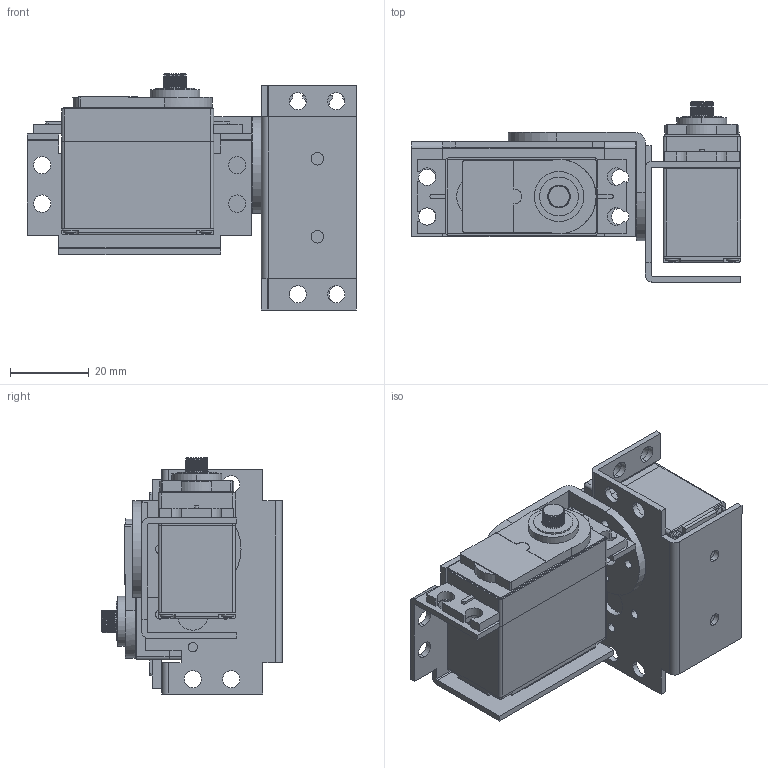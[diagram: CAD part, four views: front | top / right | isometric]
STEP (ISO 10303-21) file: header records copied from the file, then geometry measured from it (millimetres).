
FILE_DESCRIPTION (( 'STEP AP203' ), '1' );
FILE_NAME ('Link1.STEP', '2016-05-23T12:11:28', ( 'User' ), ( 'Hewlett-Packard Company' ), 'SwSTEP 2.0', 'SolidWorks 2015', '' );
FILE_SCHEMA (( 'CONFIG_CONTROL_DESIGN' ));
Length unit declared in the file: millimetre
Products named in the file (9): servo Case; servo cover; spline output; long screw_CR-BHMS 0.06-80x0.625x0.625-S; servo; asb-04; asb-06; Link1; bottom cover
Assembly tree (13 placements, depth 3):
  Link1
    servo  x2
      bottom cover
      servo Case
      servo cover
      spline output
      long screw_CR-BHMS 0.06-80x0.625x0.625-S
    asb-04  x2
    asb-06
Bounding box: 83.78 x 45.97 x 60.1 mm (x, y, z)
Volume: 30306.2 mm3; surface area: 50202.8 mm2
Topology: 19 solids, 19 shells, 2970 faces, 7872 edges, 5028 vertices
Faces by surface type: plane 1148, cylinder 1002, cone 804, sphere 16
Entity records: 32651 total; most frequent: CARTESIAN_POINT 5712, DIRECTION 5634, ORIENTED_EDGE 5340, EDGE_CURVE 2670, AXIS2_PLACEMENT_3D 2048, VERTEX_POINT 1726, LINE 1538, VECTOR 1538
